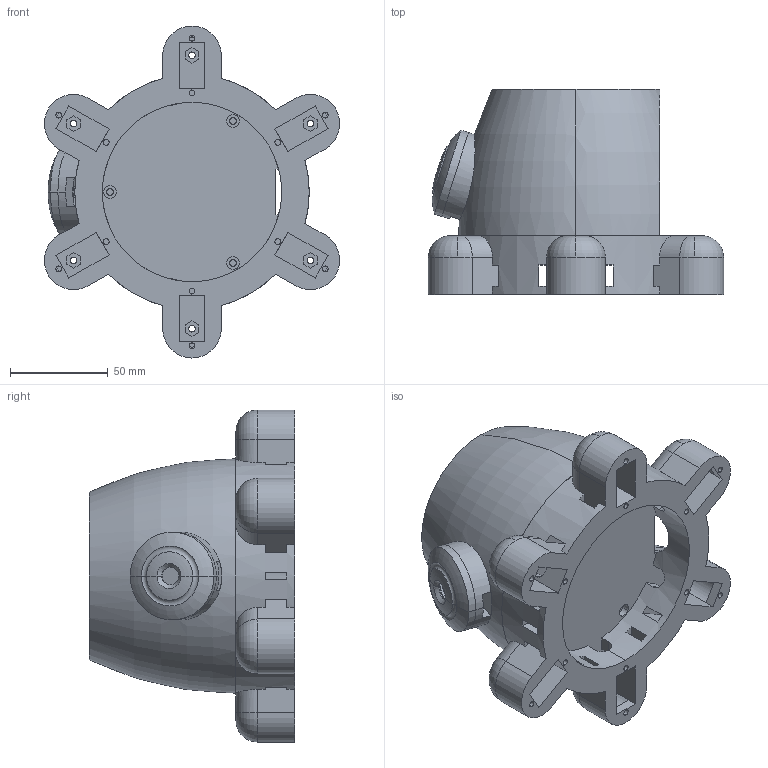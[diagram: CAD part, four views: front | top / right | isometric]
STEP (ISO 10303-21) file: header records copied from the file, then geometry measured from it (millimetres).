
FILE_DESCRIPTION (( 'STEP AP203' ), '1' );
FILE_NAME ('Center Platform_Default_sldprt.STEP', '2020-05-06T21:22:41', ( '' ), ( '' ), 'SwSTEP 2.0', 'SolidWorks 2019', '' );
FILE_SCHEMA (( 'CONFIG_CONTROL_DESIGN' ));
Length unit declared in the file: millimetre
Products named in the file (1): Center Platform_Default_sldprt
Bounding box: 151.24 x 105 x 170 mm (x, y, z)
Volume: 586291.9 mm3; surface area: 138136.5 mm2
Topology: 3 solids, 3 shells, 325 faces, 905 edges, 583 vertices
Faces by surface type: plane 172, cylinder 122, torus 25, bspline 4, cone 2
Entity records: 12002 total; most frequent: CARTESIAN_POINT 3264, DIRECTION 1844, ORIENTED_EDGE 1810, EDGE_CURVE 905, AXIS2_PLACEMENT_3D 668, VERTEX_POINT 583, LINE 508, VECTOR 508
